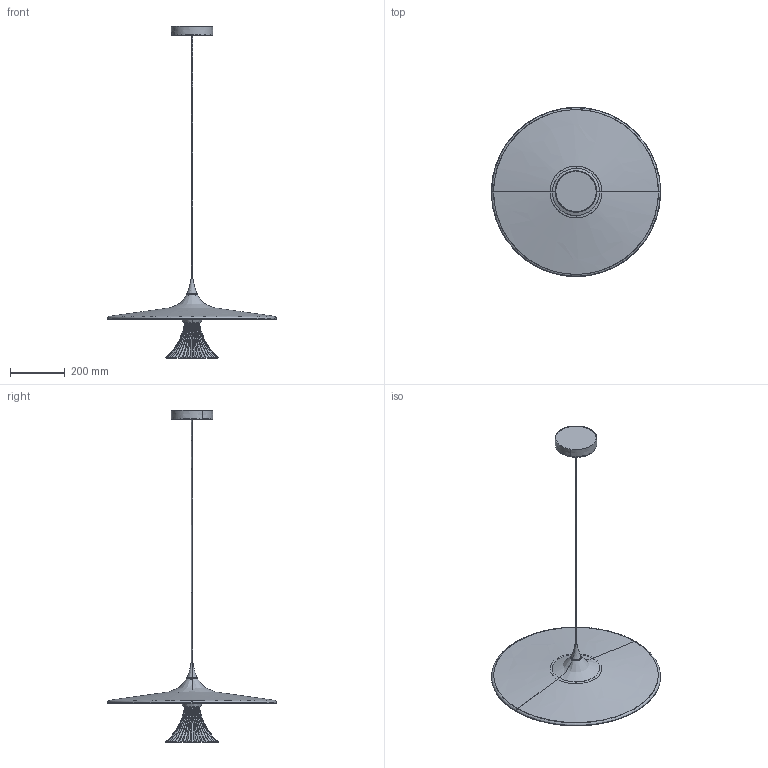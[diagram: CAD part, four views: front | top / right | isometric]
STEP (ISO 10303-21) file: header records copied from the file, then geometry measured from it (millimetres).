
FILE_DESCRIPTION(/* description */ (''),/* implementation_level */ '2;1');
FILE_NAME(/* name */ '3D 184600_Ipno S',/* time_stamp */ '2018-07-04T18:24:32+02:00',/* author */ (''),/* organization */ (''),/* preprocessor_version */ 'ST-DEVELOPER v10',/* originating_system */ '',/* authorisation */ '');
FILE_SCHEMA (('AUTOMOTIVE_DESIGN'));
Length unit declared in the file: millimetre
Products named in the file (1): 1
Bounding box: 620.49 x 620.34 x 1218.16 mm (x, y, z)
Volume: 805994.5 mm3; surface area: 896286.3 mm2
Topology: 4 solids, 9 shells, 228 faces, 547 edges, 333 vertices
Faces by surface type: bspline 214, plane 14
Entity records: 15898 total; most frequent: CARTESIAN_POINT 12588, ORIENTED_EDGE 1076, EDGE_CURVE 547, B_SPLINE_CURVE_WITH_KNOTS 415, VERTEX_POINT 333, EDGE_LOOP 236, ADVANCED_FACE 228, FACE_OUTER_BOUND 228
